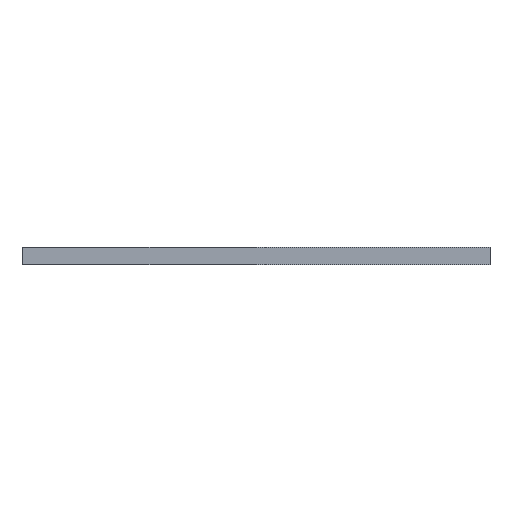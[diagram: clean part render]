
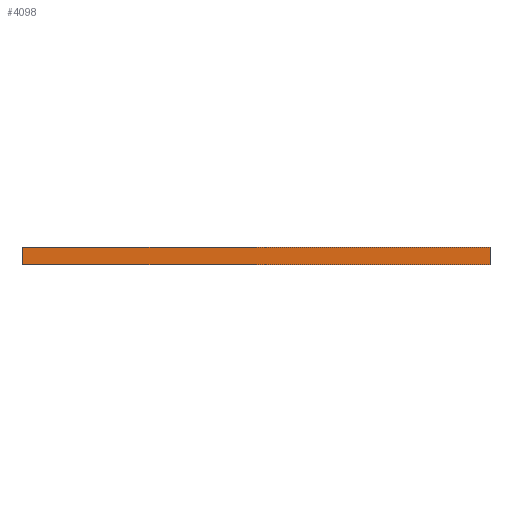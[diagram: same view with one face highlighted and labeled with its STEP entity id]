
A CAD part, left-side view. The second image highlights one B-rep face of the part: STEP entity #4098.
In plain terms, the highlighted planar face has unit normal (-1, 0, 0).
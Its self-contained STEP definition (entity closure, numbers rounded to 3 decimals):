
#122 = DIRECTION ( 'NONE',  ( -1., 0., 0. ) ) ;
#157 = LINE ( 'NONE', #240, #1324 ) ;
#240 = CARTESIAN_POINT ( 'NONE',  ( -22.4, -22.875, 0.85 ) ) ;
#486 = LINE ( 'NONE', #4029, #839 ) ;
#694 = VECTOR ( 'NONE', #4158, 1000. ) ;
#712 = CARTESIAN_POINT ( 'NONE',  ( -22.4, 22.875, 0.85 ) ) ;
#839 = VECTOR ( 'NONE', #1402, 1000. ) ;
#849 = EDGE_CURVE ( 'NONE', #2288, #1586, #157, .T. ) ;
#1096 = LINE ( 'NONE', #2265, #4058 ) ;
#1324 = VECTOR ( 'NONE', #3543, 1000. ) ;
#1336 = AXIS2_PLACEMENT_3D ( 'NONE', #1395, #122, #3057 ) ;
#1395 = CARTESIAN_POINT ( 'NONE',  ( -22.4, -22.875, 0.85 ) ) ;
#1402 = DIRECTION ( 'NONE',  ( 0., 0., -1. ) ) ;
#1586 = VERTEX_POINT ( 'NONE', #712 ) ;
#1664 = FACE_OUTER_BOUND ( 'NONE', #3916, .T. ) ;
#2055 = VERTEX_POINT ( 'NONE', #3351 ) ;
#2140 = CARTESIAN_POINT ( 'NONE',  ( -22.4, -22.875, 0.85 ) ) ;
#2265 = CARTESIAN_POINT ( 'NONE',  ( -22.4, -22.875, -0.85 ) ) ;
#2288 = VERTEX_POINT ( 'NONE', #3914 ) ;
#2450 = EDGE_CURVE ( 'NONE', #2288, #3133, #3802, .T. ) ;
#2672 = ORIENTED_EDGE ( 'NONE', *, *, #2450, .F. ) ;
#2753 = ORIENTED_EDGE ( 'NONE', *, *, #849, .T. ) ;
#2836 = EDGE_CURVE ( 'NONE', #1586, #2055, #486, .T. ) ;
#3031 = ORIENTED_EDGE ( 'NONE', *, *, #2836, .T. ) ;
#3057 = DIRECTION ( 'NONE',  ( 0., 0., 1. ) ) ;
#3133 = VERTEX_POINT ( 'NONE', #3808 ) ;
#3351 = CARTESIAN_POINT ( 'NONE',  ( -22.4, 22.875, -0.85 ) ) ;
#3380 = PLANE ( 'NONE',  #1336 ) ;
#3543 = DIRECTION ( 'NONE',  ( 0., 1., 0. ) ) ;
#3802 = LINE ( 'NONE', #2140, #694 ) ;
#3808 = CARTESIAN_POINT ( 'NONE',  ( -22.4, -22.875, -0.85 ) ) ;
#3842 = ORIENTED_EDGE ( 'NONE', *, *, #3868, .F. ) ;
#3868 = EDGE_CURVE ( 'NONE', #3133, #2055, #1096, .T. ) ;
#3914 = CARTESIAN_POINT ( 'NONE',  ( -22.4, -22.875, 0.85 ) ) ;
#3916 = EDGE_LOOP ( 'NONE', ( #3842, #2672, #2753, #3031 ) ) ;
#3948 = DIRECTION ( 'NONE',  ( 0., 1., 0. ) ) ;
#4029 = CARTESIAN_POINT ( 'NONE',  ( -22.4, 22.875, 0.85 ) ) ;
#4058 = VECTOR ( 'NONE', #3948, 1000. ) ;
#4098 = ADVANCED_FACE ( 'NONE', ( #1664 ), #3380, .T. ) ;
#4158 = DIRECTION ( 'NONE',  ( 0., 0., -1. ) ) ;
